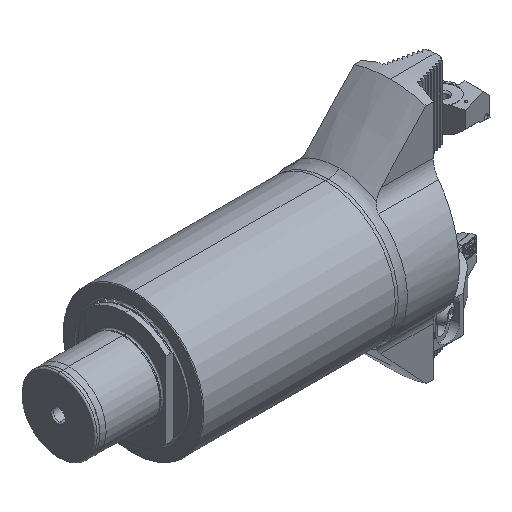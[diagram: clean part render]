
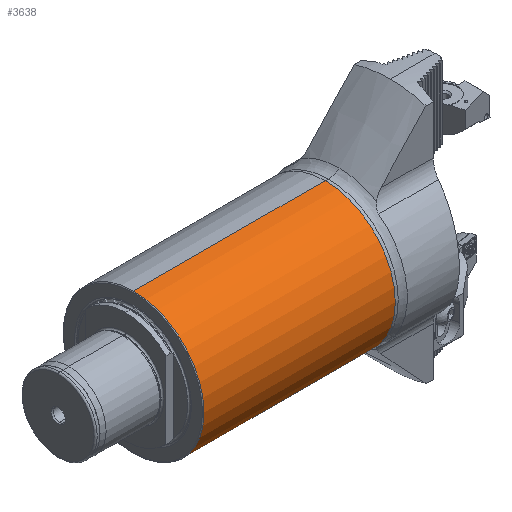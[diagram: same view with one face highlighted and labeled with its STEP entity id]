
A CAD part, isometric view. The second image highlights one B-rep face of the part: STEP entity #3638.
In plain terms, the highlighted cylindrical face has radius 47 mm (diameter 94 mm), a partial arc.
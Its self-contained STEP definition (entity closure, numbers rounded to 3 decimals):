
#640 = VECTOR ( 'NONE', #10875, 1000. ) ;
#988 = AXIS2_PLACEMENT_3D ( 'NONE', #22137, #10603, #24102 ) ;
#1020 = VECTOR ( 'NONE', #20141, 1000. ) ;
#3090 = VERTEX_POINT ( 'NONE', #6530 ) ;
#3638 = ADVANCED_FACE ( 'NONE', ( #9182 ), #16353, .T. ) ;
#4961 = DIRECTION ( 'NONE',  ( 0., 0., 1. ) ) ;
#5667 = AXIS2_PLACEMENT_3D ( 'NONE', #6719, #22173, #4961 ) ;
#5705 = CARTESIAN_POINT ( 'NONE',  ( 178.586, 0., 0. ) ) ;
#6530 = CARTESIAN_POINT ( 'NONE',  ( 50.5, 0., -47. ) ) ;
#6719 = CARTESIAN_POINT ( 'NONE',  ( 0., 0., 0. ) ) ;
#7619 = DIRECTION ( 'NONE',  ( 0., 0., 1. ) ) ;
#9182 = FACE_OUTER_BOUND ( 'NONE', #14956, .T. ) ;
#10603 = DIRECTION ( 'NONE',  ( -1., 0., 0. ) ) ;
#10774 = LINE ( 'NONE', #10790, #640 ) ;
#10790 = CARTESIAN_POINT ( 'NONE',  ( 0., 0., 47. ) ) ;
#10875 = DIRECTION ( 'NONE',  ( -1., 0., 0. ) ) ;
#11177 = LINE ( 'NONE', #16317, #1020 ) ;
#11215 = EDGE_CURVE ( 'NONE', #12460, #23606, #10774, .T. ) ;
#12390 = ORIENTED_EDGE ( 'NONE', *, *, #22472, .F. ) ;
#12460 = VERTEX_POINT ( 'NONE', #14584 ) ;
#14541 = EDGE_CURVE ( 'NONE', #3090, #23606, #17266, .T. ) ;
#14584 = CARTESIAN_POINT ( 'NONE',  ( 178.586, 0., 47. ) ) ;
#14956 = EDGE_LOOP ( 'NONE', ( #12390, #23257, #23864, #24465 ) ) ;
#15428 = CARTESIAN_POINT ( 'NONE',  ( 178.586, 0., -47. ) ) ;
#16317 = CARTESIAN_POINT ( 'NONE',  ( 0., 0., -47. ) ) ;
#16353 = CYLINDRICAL_SURFACE ( 'NONE', #5667, 47. ) ;
#17243 = EDGE_CURVE ( 'NONE', #17714, #12460, #24055, .T. ) ;
#17266 = CIRCLE ( 'NONE', #988, 47. ) ;
#17714 = VERTEX_POINT ( 'NONE', #15428 ) ;
#19074 = DIRECTION ( 'NONE',  ( -1., 0., 0. ) ) ;
#20141 = DIRECTION ( 'NONE',  ( -1., 0., 0. ) ) ;
#22137 = CARTESIAN_POINT ( 'NONE',  ( 50.5, 0., 0. ) ) ;
#22173 = DIRECTION ( 'NONE',  ( -1., 0., 0. ) ) ;
#22472 = EDGE_CURVE ( 'NONE', #17714, #3090, #11177, .T. ) ;
#22739 = AXIS2_PLACEMENT_3D ( 'NONE', #5705, #19074, #7619 ) ;
#23257 = ORIENTED_EDGE ( 'NONE', *, *, #17243, .T. ) ;
#23606 = VERTEX_POINT ( 'NONE', #24785 ) ;
#23864 = ORIENTED_EDGE ( 'NONE', *, *, #11215, .T. ) ;
#24055 = CIRCLE ( 'NONE', #22739, 47. ) ;
#24102 = DIRECTION ( 'NONE',  ( 0., 0., 1. ) ) ;
#24465 = ORIENTED_EDGE ( 'NONE', *, *, #14541, .F. ) ;
#24785 = CARTESIAN_POINT ( 'NONE',  ( 50.5, 0., 47. ) ) ;
